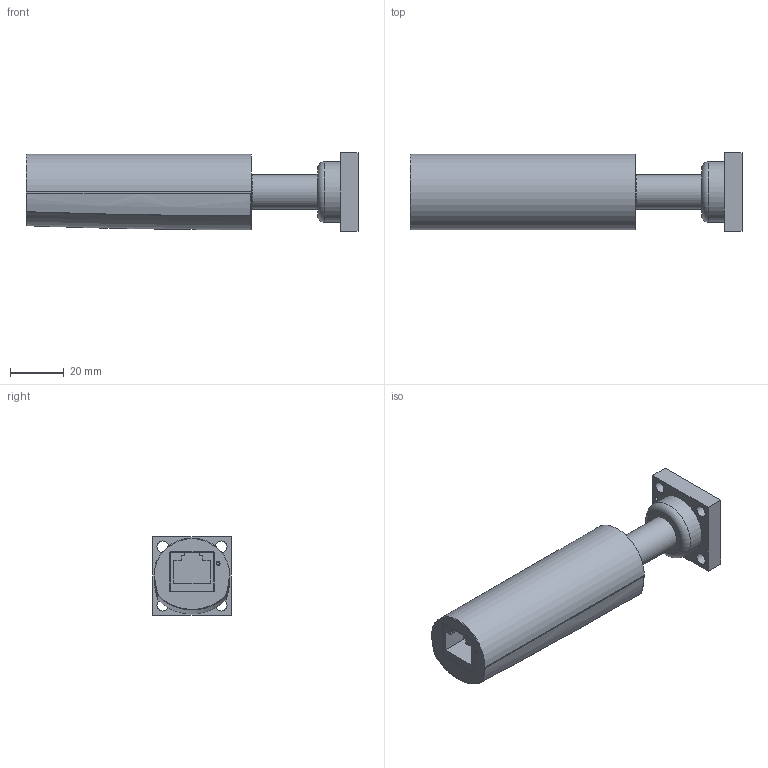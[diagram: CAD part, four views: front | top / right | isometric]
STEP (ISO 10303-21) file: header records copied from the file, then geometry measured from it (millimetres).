
FILE_DESCRIPTION(/* description */ (''),/* implementation_level */ '2;1');
FILE_NAME(/* name */ 'MCDG020D_C-Seal_FCC.stp',/* time_stamp */ '2023-01-25T14:23:27+01:00',/* author */ ('cons002'),/* organization */ (''),/* preprocessor_version */ 'ST-DEVELOPER v18.1',/* originating_system */ 'Autodesk Inventor 2021',/* authorisation */ '');
FILE_SCHEMA (('AUTOMOTIVE_DESIGN { 1 0 10303 214 3 1 1 }'));
Length unit declared in the file: millimetre
Products named in the file (1): Bauteil5
Bounding box: 123.8 x 29.2 x 29.2 mm (x, y, z)
Volume: 34214.3 mm3; surface area: 31158.6 mm2
Topology: 2 solids, 2 shells, 415 faces, 1158 edges, 740 vertices
Faces by surface type: plane 262, cylinder 105, cone 17, torus 14, sphere 9, bspline 8
Full cylindrical faces by diameter (mm): 1.1 x1, 1.3 x2, 1.5 x1, 2.013 x1, 2.5 x2, 3.2 x1, 4.4 x4, 4.6 x1, 7.4 x2, 10.2 x2, 12.7 x1, 13.5 x1, 14 x1, 16 x1, 17.5 x1, 22.5 x1, 23 x1
Entity records: 14346 total; most frequent: CARTESIAN_POINT 3056, ORIENTED_EDGE 2302, DIRECTION 2216, EDGE_CURVE 1151, LINE 752, VECTOR 752, VERTEX_POINT 740, AXIS2_PLACEMENT_3D 732
